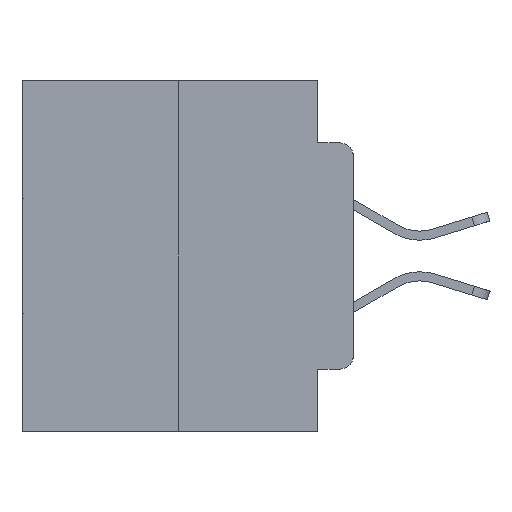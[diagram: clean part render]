
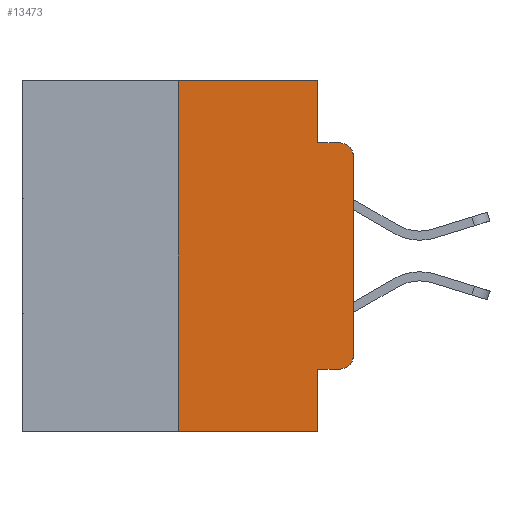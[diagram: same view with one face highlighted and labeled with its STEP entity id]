
A CAD part, left-side view. The second image highlights one B-rep face of the part: STEP entity #13473.
In plain terms, the highlighted planar face has unit normal (-1, 0, 0).
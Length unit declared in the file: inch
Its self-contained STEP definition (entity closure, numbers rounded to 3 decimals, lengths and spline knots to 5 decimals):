
#170 = ORIENTED_EDGE ( 'NONE', *, *, #8830, .F. ) ;
#625 = EDGE_CURVE ( 'NONE', #11944, #10579, #26100, .T. ) ;
#888 = VERTEX_POINT ( 'NONE', #22233 ) ;
#1019 = VERTEX_POINT ( 'NONE', #7821 ) ;
#1507 = CARTESIAN_POINT ( 'NONE',  ( 0., 0.25, 0. ) ) ;
#1703 = CARTESIAN_POINT ( 'NONE',  ( 0., 0.02, -0.3915 ) ) ;
#2399 = DIRECTION ( 'NONE',  ( 0., 0., -1. ) ) ;
#2471 = EDGE_CURVE ( 'NONE', #24443, #8873, #27829, .T. ) ;
#3706 = DIRECTION ( 'NONE',  ( -1., 0., 0. ) ) ;
#3779 = DIRECTION ( 'NONE',  ( 0., 0., -1. ) ) ;
#3891 = DIRECTION ( 'NONE',  ( 0., -1., 0. ) ) ;
#4198 = CARTESIAN_POINT ( 'NONE',  ( 0., 0., 0. ) ) ;
#5812 = EDGE_CURVE ( 'NONE', #12044, #888, #7549, .T. ) ;
#6013 = CARTESIAN_POINT ( 'NONE',  ( 0., 0.051, -0.4115 ) ) ;
#6176 = LINE ( 'NONE', #12602, #26952 ) ;
#6412 = VERTEX_POINT ( 'NONE', #16244 ) ;
#6494 = DIRECTION ( 'NONE',  ( 0., -1., 0. ) ) ;
#6820 = LINE ( 'NONE', #17880, #14028 ) ;
#7144 = AXIS2_PLACEMENT_3D ( 'NONE', #15195, #24092, #10933 ) ;
#7500 = ORIENTED_EDGE ( 'NONE', *, *, #25890, .T. ) ;
#7549 = LINE ( 'NONE', #16279, #16027 ) ;
#7821 = CARTESIAN_POINT ( 'NONE',  ( 0., 0., -0.1085 ) ) ;
#7976 = DIRECTION ( 'NONE',  ( 0., 0., -1. ) ) ;
#8830 = EDGE_CURVE ( 'NONE', #24016, #6412, #23518, .T. ) ;
#8873 = VERTEX_POINT ( 'NONE', #27845 ) ;
#9057 = PLANE ( 'NONE',  #7144 ) ;
#9097 = VECTOR ( 'NONE', #15191, 39.37008 ) ;
#9150 = EDGE_CURVE ( 'NONE', #1019, #10579, #26233, .T. ) ;
#9199 = VECTOR ( 'NONE', #19345, 39.37008 ) ;
#9685 = ORIENTED_EDGE ( 'NONE', *, *, #12234, .T. ) ;
#9837 = VECTOR ( 'NONE', #15488, 39.37008 ) ;
#10579 = VERTEX_POINT ( 'NONE', #25210 ) ;
#10587 = CARTESIAN_POINT ( 'NONE',  ( 0., 0.051, -0.4115 ) ) ;
#10869 = LINE ( 'NONE', #10587, #9199 ) ;
#10933 = DIRECTION ( 'NONE',  ( 0., 0., -1. ) ) ;
#11388 = CARTESIAN_POINT ( 'NONE',  ( 0., 0.25, -0.5 ) ) ;
#11944 = VERTEX_POINT ( 'NONE', #21253 ) ;
#12038 = CARTESIAN_POINT ( 'NONE',  ( 0., 0.02, -0.1085 ) ) ;
#12044 = VERTEX_POINT ( 'NONE', #1507 ) ;
#12234 = EDGE_CURVE ( 'NONE', #8873, #1019, #17533, .T. ) ;
#12602 = CARTESIAN_POINT ( 'NONE',  ( 0., 0.473, -0.5 ) ) ;
#13058 = CARTESIAN_POINT ( 'NONE',  ( 0., 0.25, 0. ) ) ;
#13355 = FACE_OUTER_BOUND ( 'NONE', #18292, .T. ) ;
#13473 = ADVANCED_FACE ( 'NONE', ( #13355 ), #9057, .F. ) ;
#14028 = VECTOR ( 'NONE', #2399, 39.37008 ) ;
#14560 = VECTOR ( 'NONE', #6494, 39.37008 ) ;
#14968 = AXIS2_PLACEMENT_3D ( 'NONE', #1703, #3706, #7976 ) ;
#15191 = DIRECTION ( 'NONE',  ( 0., 0., 1. ) ) ;
#15195 = CARTESIAN_POINT ( 'NONE',  ( 0., 0.473, 0. ) ) ;
#15488 = DIRECTION ( 'NONE',  ( 0., 0., 1. ) ) ;
#15711 = DIRECTION ( 'NONE',  ( 0., -1., 0. ) ) ;
#16027 = VECTOR ( 'NONE', #15711, 39.37008 ) ;
#16244 = CARTESIAN_POINT ( 'NONE',  ( 0., 0.051, -0.5 ) ) ;
#16279 = CARTESIAN_POINT ( 'NONE',  ( 0., 0.473, 0. ) ) ;
#16689 = ORIENTED_EDGE ( 'NONE', *, *, #23636, .F. ) ;
#17104 = VECTOR ( 'NONE', #3779, 39.37008 ) ;
#17379 = ORIENTED_EDGE ( 'NONE', *, *, #5812, .F. ) ;
#17435 = CARTESIAN_POINT ( 'NONE',  ( 0., 0.02, -0.4115 ) ) ;
#17533 = LINE ( 'NONE', #4198, #9837 ) ;
#17609 = ORIENTED_EDGE ( 'NONE', *, *, #2471, .T. ) ;
#17880 = CARTESIAN_POINT ( 'NONE',  ( 0., 0.051, 0. ) ) ;
#18292 = EDGE_LOOP ( 'NONE', ( #9685, #20042, #23174, #19361, #17379, #16689, #27544, #170, #7500, #17609 ) ) ;
#18504 = VERTEX_POINT ( 'NONE', #11388 ) ;
#18648 = DIRECTION ( 'NONE',  ( -1., 0., 0. ) ) ;
#19345 = DIRECTION ( 'NONE',  ( 0., -1., 0. ) ) ;
#19361 = ORIENTED_EDGE ( 'NONE', *, *, #19855, .F. ) ;
#19855 = EDGE_CURVE ( 'NONE', #888, #11944, #6820, .T. ) ;
#20042 = ORIENTED_EDGE ( 'NONE', *, *, #9150, .T. ) ;
#20779 = DIRECTION ( 'NONE',  ( 0., 0., -1. ) ) ;
#21253 = CARTESIAN_POINT ( 'NONE',  ( 0., 0.051, -0.0885 ) ) ;
#22139 = AXIS2_PLACEMENT_3D ( 'NONE', #12038, #18648, #20779 ) ;
#22229 = EDGE_CURVE ( 'NONE', #18504, #6412, #6176, .T. ) ;
#22233 = CARTESIAN_POINT ( 'NONE',  ( 0., 0.051, 0. ) ) ;
#23174 = ORIENTED_EDGE ( 'NONE', *, *, #625, .F. ) ;
#23518 = LINE ( 'NONE', #25791, #17104 ) ;
#23636 = EDGE_CURVE ( 'NONE', #18504, #12044, #25801, .T. ) ;
#24016 = VERTEX_POINT ( 'NONE', #6013 ) ;
#24092 = DIRECTION ( 'NONE',  ( 1., 0., 0. ) ) ;
#24381 = CARTESIAN_POINT ( 'NONE',  ( 0., 0.051, -0.0885 ) ) ;
#24443 = VERTEX_POINT ( 'NONE', #17435 ) ;
#25210 = CARTESIAN_POINT ( 'NONE',  ( 0., 0.02, -0.0885 ) ) ;
#25791 = CARTESIAN_POINT ( 'NONE',  ( 0., 0.051, 0. ) ) ;
#25801 = LINE ( 'NONE', #13058, #9097 ) ;
#25890 = EDGE_CURVE ( 'NONE', #24016, #24443, #10869, .T. ) ;
#26100 = LINE ( 'NONE', #24381, #14560 ) ;
#26233 = CIRCLE ( 'NONE', #22139, 0.02 ) ;
#26952 = VECTOR ( 'NONE', #3891, 39.37008 ) ;
#27544 = ORIENTED_EDGE ( 'NONE', *, *, #22229, .T. ) ;
#27829 = CIRCLE ( 'NONE', #14968, 0.02 ) ;
#27845 = CARTESIAN_POINT ( 'NONE',  ( 0., 0., -0.3915 ) ) ;
